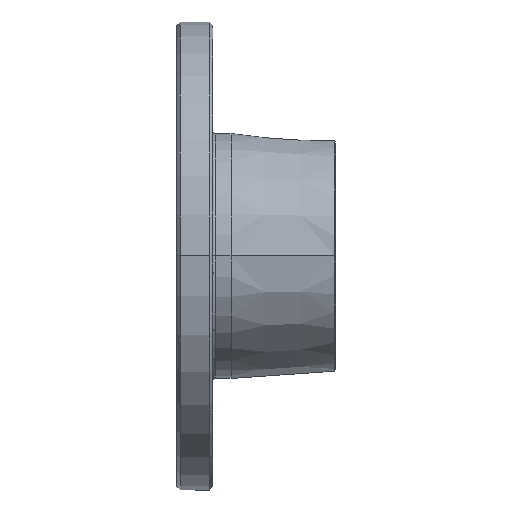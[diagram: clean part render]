
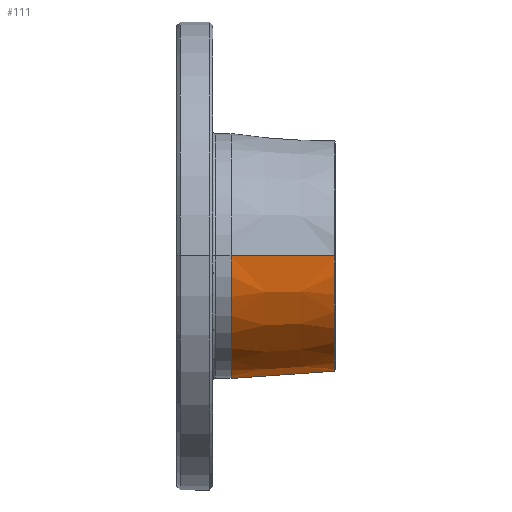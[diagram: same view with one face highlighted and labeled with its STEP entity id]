
A CAD part, top view. The second image highlights one B-rep face of the part: STEP entity #111.
In plain terms, the highlighted conical face has half-angle 4 degrees and reference radius 27 mm.
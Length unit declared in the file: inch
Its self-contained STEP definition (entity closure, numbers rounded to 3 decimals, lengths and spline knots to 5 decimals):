
#64 = DIRECTION ( 'NONE',  ( 0., 0., 1. ) ) ;
#111 = ADVANCED_FACE ( 'NONE', ( #2733 ), #120, .T. ) ;
#120 = CONICAL_SURFACE ( 'NONE', #5279, 1.06299, 0.07 ) ;
#899 = VERTEX_POINT ( 'NONE', #1128 ) ;
#1128 = CARTESIAN_POINT ( 'NONE',  ( 1.36917, -0.99979, 0.0315 ) ) ;
#1715 = LINE ( 'NONE', #8028, #6684 ) ;
#2560 = AXIS2_PLACEMENT_3D ( 'NONE', #3539, #8060, #4214 ) ;
#2733 = FACE_OUTER_BOUND ( 'NONE', #5357, .T. ) ;
#3008 = CARTESIAN_POINT ( 'NONE',  ( 0.47244, 0., 1.06299 ) ) ;
#3033 = CIRCLE ( 'NONE', #2560, 1.00029 ) ;
#3039 = CARTESIAN_POINT ( 'NONE',  ( 0.47244, -1.06253, 0.0315 ) ) ;
#3166 = ORIENTED_EDGE ( 'NONE', *, *, #5352, .T. ) ;
#3219 = ORIENTED_EDGE ( 'NONE', *, *, #4982, .F. ) ;
#3373 = VERTEX_POINT ( 'NONE', #3008 ) ;
#3391 = VERTEX_POINT ( 'NONE', #3039 ) ;
#3539 = CARTESIAN_POINT ( 'NONE',  ( 1.36917, 0., 0. ) ) ;
#3542 = CARTESIAN_POINT ( 'NONE',  ( 0.47244, -1.06253, 0.0315 ) ) ;
#3909 = DIRECTION ( 'NONE',  ( -1., 0., 0. ) ) ;
#3974 = VERTEX_POINT ( 'NONE', #7848 ) ;
#4018 = AXIS2_PLACEMENT_3D ( 'NONE', #7784, #3909, #64 ) ;
#4181 = DIRECTION ( 'NONE',  ( -0.998, 0., 0.07 ) ) ;
#4214 = DIRECTION ( 'NONE',  ( 0., 0., 1. ) ) ;
#4529 = B_SPLINE_CURVE_WITH_KNOTS ( 'NONE', 3,
 ( #7389, #6797, #7420, #3542 ),
 .UNSPECIFIED., .F., .F.,
 ( 4, 4 ),
 ( 0., 0.02283 ),
 .UNSPECIFIED. ) ;
#4743 = ORIENTED_EDGE ( 'NONE', *, *, #5583, .F. ) ;
#4982 = EDGE_CURVE ( 'NONE', #3391, #3373, #6544, .T. ) ;
#5279 = AXIS2_PLACEMENT_3D ( 'NONE', #7583, #7223, #7566 ) ;
#5352 = EDGE_CURVE ( 'NONE', #3974, #3373, #1715, .T. ) ;
#5357 = EDGE_LOOP ( 'NONE', ( #6303, #3166, #3219, #4743 ) ) ;
#5413 = EDGE_CURVE ( 'NONE', #899, #3974, #3033, .T. ) ;
#5583 = EDGE_CURVE ( 'NONE', #899, #3391, #4529, .T. ) ;
#6303 = ORIENTED_EDGE ( 'NONE', *, *, #5413, .T. ) ;
#6544 = CIRCLE ( 'NONE', #4018, 1.06299 ) ;
#6684 = VECTOR ( 'NONE', #4181, 39.37008 ) ;
#6797 = CARTESIAN_POINT ( 'NONE',  ( 1.07026, -1.0207, 0.0315 ) ) ;
#7223 = DIRECTION ( 'NONE',  ( -1., 0., 0. ) ) ;
#7389 = CARTESIAN_POINT ( 'NONE',  ( 1.36917, -0.99979, 0.0315 ) ) ;
#7420 = CARTESIAN_POINT ( 'NONE',  ( 0.77135, -1.04161, 0.0315 ) ) ;
#7566 = DIRECTION ( 'NONE',  ( 0., 0., 1. ) ) ;
#7583 = CARTESIAN_POINT ( 'NONE',  ( 0.47244, 0., 0. ) ) ;
#7784 = CARTESIAN_POINT ( 'NONE',  ( 0.47244, 0., 0. ) ) ;
#7848 = CARTESIAN_POINT ( 'NONE',  ( 1.36917, 0., 1.00029 ) ) ;
#8028 = CARTESIAN_POINT ( 'NONE',  ( 0.47244, 0., 1.06299 ) ) ;
#8060 = DIRECTION ( 'NONE',  ( -1., 0., 0. ) ) ;
